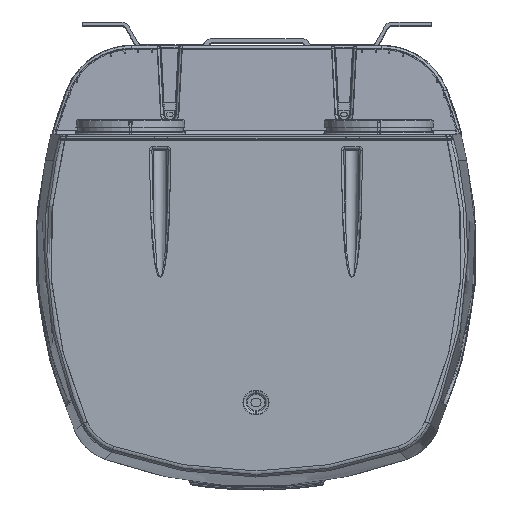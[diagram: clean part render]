
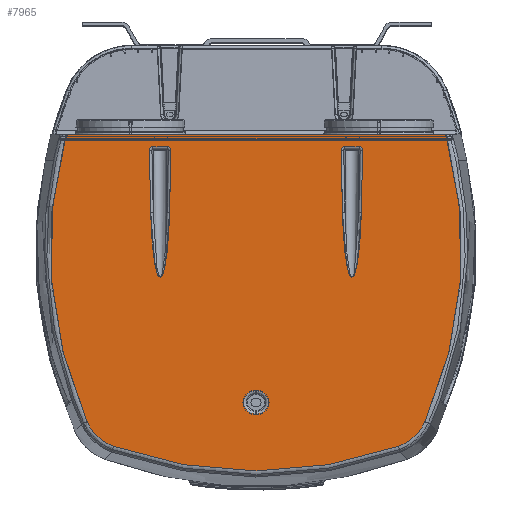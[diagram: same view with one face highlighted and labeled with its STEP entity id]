
A CAD part, top view. The second image highlights one B-rep face of the part: STEP entity #7965.
In plain terms, the highlighted planar face has unit normal (0, 0, 1).
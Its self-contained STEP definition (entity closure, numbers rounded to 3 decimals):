
#158=ELLIPSE('',#62898,90.261,11.);
#159=ELLIPSE('',#62899,4.062,4.);
#160=ELLIPSE('',#62900,4.062,4.);
#161=ELLIPSE('',#62904,4.062,4.);
#162=ELLIPSE('',#62905,4.062,4.);
#163=ELLIPSE('',#62906,90.261,11.);
#7965=ADVANCED_FACE('',(#14366,#14367,#14368,#14369),#10925,.T.);
#10925=PLANE('',#62907);
#12591=CIRCLE('',#62896,13.);
#12592=CIRCLE('',#62897,13.);
#12593=CIRCLE('',#62901,486.007);
#12594=CIRCLE('',#62902,486.007);
#12595=CIRCLE('',#62903,486.007);
#14366=FACE_BOUND('',#15666,.T.);
#14367=FACE_BOUND('',#15667,.T.);
#14368=FACE_BOUND('',#15668,.T.);
#14369=FACE_BOUND('',#15669,.T.);
#15666=EDGE_LOOP('',(#28802,#28803,#28804,#28805));
#15667=EDGE_LOOP('',(#28806,#28807,#28808,#28809,#28810,#28811));
#15668=EDGE_LOOP('',(#28812,#28813,#28814,#28815,#28816,#28817));
#15669=EDGE_LOOP('',(#28818,#28819,#28820,#28821,#28822,#28823));
#19119=LINE('',#108036,#21702);
#19313=LINE('',#114459,#21896);
#19314=LINE('',#114463,#21897);
#19315=LINE('',#114464,#21898);
#19316=LINE('',#114469,#21899);
#19317=LINE('',#114473,#21900);
#19318=LINE('',#114503,#21901);
#19319=LINE('',#114508,#21902);
#19320=LINE('',#114512,#21903);
#21702=VECTOR('',#70050,1.);
#21896=VECTOR('',#70952,1.);
#21897=VECTOR('',#70955,1.);
#21898=VECTOR('',#70956,1.);
#21899=VECTOR('',#70959,1.);
#21900=VECTOR('',#70962,1.);
#21901=VECTOR('',#70971,1.);
#21902=VECTOR('',#70974,1.);
#21903=VECTOR('',#70977,1.);
#28802=ORIENTED_EDGE('',*,*,#51189,.T.);
#28803=ORIENTED_EDGE('',*,*,#51190,.T.);
#28804=ORIENTED_EDGE('',*,*,#51191,.T.);
#28805=ORIENTED_EDGE('',*,*,#51192,.T.);
#28806=ORIENTED_EDGE('',*,*,#51193,.T.);
#28807=ORIENTED_EDGE('',*,*,#51194,.T.);
#28808=ORIENTED_EDGE('',*,*,#51195,.T.);
#28809=ORIENTED_EDGE('',*,*,#51196,.T.);
#28810=ORIENTED_EDGE('',*,*,#51197,.T.);
#28811=ORIENTED_EDGE('',*,*,#51198,.T.);
#28812=ORIENTED_EDGE('',*,*,#50142,.T.);
#28813=ORIENTED_EDGE('',*,*,#51199,.T.);
#28814=ORIENTED_EDGE('',*,*,#51200,.T.);
#28815=ORIENTED_EDGE('',*,*,#51201,.T.);
#28816=ORIENTED_EDGE('',*,*,#51202,.F.);
#28817=ORIENTED_EDGE('',*,*,#51203,.F.);
#28818=ORIENTED_EDGE('',*,*,#51204,.F.);
#28819=ORIENTED_EDGE('',*,*,#51205,.F.);
#28820=ORIENTED_EDGE('',*,*,#51206,.F.);
#28821=ORIENTED_EDGE('',*,*,#51207,.F.);
#28822=ORIENTED_EDGE('',*,*,#51208,.F.);
#28823=ORIENTED_EDGE('',*,*,#51209,.F.);
#43623=VERTEX_POINT('',#108035);
#43624=VERTEX_POINT('',#108037);
#44505=VERTEX_POINT('',#114457);
#44506=VERTEX_POINT('',#114458);
#44507=VERTEX_POINT('',#114460);
#44508=VERTEX_POINT('',#114462);
#44509=VERTEX_POINT('',#114465);
#44510=VERTEX_POINT('',#114466);
#44511=VERTEX_POINT('',#114468);
#44512=VERTEX_POINT('',#114470);
#44513=VERTEX_POINT('',#114472);
#44514=VERTEX_POINT('',#114474);
#44515=VERTEX_POINT('',#114477);
#44516=VERTEX_POINT('',#114488);
#44517=VERTEX_POINT('',#114490);
#44518=VERTEX_POINT('',#114501);
#44519=VERTEX_POINT('',#114504);
#44520=VERTEX_POINT('',#114505);
#44521=VERTEX_POINT('',#114507);
#44522=VERTEX_POINT('',#114509);
#44523=VERTEX_POINT('',#114511);
#44524=VERTEX_POINT('',#114513);
#50142=EDGE_CURVE('',#43624,#43623,#19119,.T.);
#51189=EDGE_CURVE('',#44505,#44506,#12591,.T.);
#51190=EDGE_CURVE('',#44506,#44507,#19313,.T.);
#51191=EDGE_CURVE('',#44507,#44508,#12592,.T.);
#51192=EDGE_CURVE('',#44508,#44505,#19314,.T.);
#51193=EDGE_CURVE('',#44509,#44510,#19315,.T.);
#51194=EDGE_CURVE('',#44510,#44511,#158,.T.);
#51195=EDGE_CURVE('',#44511,#44512,#19316,.T.);
#51196=EDGE_CURVE('',#44512,#44513,#159,.T.);
#51197=EDGE_CURVE('',#44513,#44514,#19317,.T.);
#51198=EDGE_CURVE('',#44514,#44509,#160,.T.);
#51199=EDGE_CURVE('',#43623,#44515,#12593,.T.);
#51200=EDGE_CURVE('',#44515,#44516,#58629,.T.);
#51201=EDGE_CURVE('',#44516,#44517,#12594,.T.);
#51202=EDGE_CURVE('',#44518,#44517,#58630,.T.);
#51203=EDGE_CURVE('',#43624,#44518,#12595,.T.);
#51204=EDGE_CURVE('',#44519,#44520,#19318,.T.);
#51205=EDGE_CURVE('',#44521,#44519,#161,.T.);
#51206=EDGE_CURVE('',#44522,#44521,#19319,.T.);
#51207=EDGE_CURVE('',#44523,#44522,#162,.T.);
#51208=EDGE_CURVE('',#44524,#44523,#19320,.T.);
#51209=EDGE_CURVE('',#44520,#44524,#163,.T.);
#58629=B_SPLINE_CURVE_WITH_KNOTS('',3,(#114478,#114479,#114480,#114481,
#114482,#114483,#114484,#114485,#114486,#114487),.UNSPECIFIED.,.F.,.F.,
(4,2,2,2,4),(0.,0.25,0.5,0.75,1.),.UNSPECIFIED.);
#58630=B_SPLINE_CURVE_WITH_KNOTS('',3,(#114491,#114492,#114493,#114494,
#114495,#114496,#114497,#114498,#114499,#114500),.UNSPECIFIED.,.F.,.F.,
(4,2,2,2,4),(0.,0.25,0.5,0.75,1.),.UNSPECIFIED.);
#62896=AXIS2_PLACEMENT_3D('',#114456,#70950,#70951);
#62897=AXIS2_PLACEMENT_3D('',#114461,#70953,#70954);
#62898=AXIS2_PLACEMENT_3D('',#114467,#70957,#70958);
#62899=AXIS2_PLACEMENT_3D('',#114471,#70960,#70961);
#62900=AXIS2_PLACEMENT_3D('',#114475,#70963,#70964);
#62901=AXIS2_PLACEMENT_3D('',#114476,#70965,#70966);
#62902=AXIS2_PLACEMENT_3D('',#114489,#70967,#70968);
#62903=AXIS2_PLACEMENT_3D('',#114502,#70969,#70970);
#62904=AXIS2_PLACEMENT_3D('',#114506,#70972,#70973);
#62905=AXIS2_PLACEMENT_3D('',#114510,#70975,#70976);
#62906=AXIS2_PLACEMENT_3D('',#114514,#70978,#70979);
#62907=AXIS2_PLACEMENT_3D('',#114515,#70980,#70981);
#70050=DIRECTION('',(-1.,0.,0.));
#70950=DIRECTION('',(0.,0.,-1.));
#70951=DIRECTION('',(-1.,0.,0.));
#70952=DIRECTION('',(1.,0.,0.));
#70953=DIRECTION('',(0.,0.,-1.));
#70954=DIRECTION('',(-1.,0.,0.));
#70955=DIRECTION('',(-1.,0.,0.));
#70956=DIRECTION('',(-0.021,-1.,0.));
#70957=DIRECTION('',(0.,0.,-1.));
#70958=DIRECTION('',(0.,-1.,0.));
#70959=DIRECTION('',(-0.021,1.,0.));
#70960=DIRECTION('',(0.,0.,-1.));
#70961=DIRECTION('',(-0.995,0.099,0.));
#70962=DIRECTION('',(1.,0.,0.));
#70963=DIRECTION('',(0.,0.,-1.));
#70964=DIRECTION('',(-0.995,-0.099,0.));
#70965=DIRECTION('',(0.,0.,1.));
#70966=DIRECTION('',(-1.,0.,0.));
#70967=DIRECTION('',(0.,0.,1.));
#70968=DIRECTION('',(-1.,0.,0.));
#70969=DIRECTION('',(0.,0.,-1.));
#70970=DIRECTION('',(1.,0.,0.));
#70971=DIRECTION('',(0.021,-1.,0.));
#70972=DIRECTION('',(0.,0.,1.));
#70973=DIRECTION('',(0.995,-0.099,0.));
#70974=DIRECTION('',(-1.,0.,0.));
#70975=DIRECTION('',(0.,0.,1.));
#70976=DIRECTION('',(0.995,0.099,0.));
#70977=DIRECTION('',(0.021,1.,0.));
#70978=DIRECTION('',(0.,0.,1.));
#70979=DIRECTION('',(0.,-1.,0.));
#70980=DIRECTION('',(0.,0.,1.));
#70981=DIRECTION('',(1.,0.,0.));
#108035=CARTESIAN_POINT('',(-218.728,146.656,1268.4));
#108036=CARTESIAN_POINT('',(-3.99,146.656,1268.4));
#108037=CARTESIAN_POINT('',(216.749,146.656,1268.4));
#114456=CARTESIAN_POINT('',(-1.99,-161.344,1268.4));
#114457=CARTESIAN_POINT('',(-1.99,-174.344,1268.4));
#114458=CARTESIAN_POINT('',(-1.99,-148.344,1268.4));
#114459=CARTESIAN_POINT('',(0.01,-148.344,1268.4));
#114460=CARTESIAN_POINT('',(0.01,-148.344,1268.4));
#114461=CARTESIAN_POINT('',(0.01,-161.344,1268.4));
#114462=CARTESIAN_POINT('',(0.01,-174.344,1268.4));
#114463=CARTESIAN_POINT('',(-1.99,-174.344,1268.4));
#114464=CARTESIAN_POINT('',(-100.904,22.175,1268.4));
#114465=CARTESIAN_POINT('',(-98.63,128.031,1268.4));
#114466=CARTESIAN_POINT('',(-100.157,56.949,1268.4));
#114467=CARTESIAN_POINT('',(-110.99,72.623,1268.4));
#114468=CARTESIAN_POINT('',(-121.823,56.949,1268.4));
#114469=CARTESIAN_POINT('',(-120.743,6.71,1268.4));
#114470=CARTESIAN_POINT('',(-123.35,128.031,1268.4));
#114471=CARTESIAN_POINT('',(-119.29,128.104,1268.4));
#114472=CARTESIAN_POINT('',(-119.302,132.104,1268.4));
#114473=CARTESIAN_POINT('',(249.01,132.104,1268.4));
#114474=CARTESIAN_POINT('',(-102.677,132.104,1268.4));
#114475=CARTESIAN_POINT('',(-102.69,128.104,1268.4));
#114476=CARTESIAN_POINT('',(249.01,14.656,1268.4));
#114477=CARTESIAN_POINT('',(-194.866,-183.275,1268.4));
#114478=CARTESIAN_POINT('',(-194.866,-183.275,1268.4));
#114479=CARTESIAN_POINT('',(-193.4,-186.563,1268.4));
#114480=CARTESIAN_POINT('',(-191.628,-189.647,1268.4));
#114481=CARTESIAN_POINT('',(-187.495,-195.422,1268.4));
#114482=CARTESIAN_POINT('',(-185.102,-198.14,1268.4));
#114483=CARTESIAN_POINT('',(-179.868,-202.988,1268.4));
#114484=CARTESIAN_POINT('',(-177.035,-205.126,1268.4));
#114485=CARTESIAN_POINT('',(-170.939,-208.83,1268.4));
#114486=CARTESIAN_POINT('',(-167.67,-210.39,1268.4));
#114487=CARTESIAN_POINT('',(-164.279,-211.599,1268.4));
#114488=CARTESIAN_POINT('',(-164.279,-211.599,1268.4));
#114489=CARTESIAN_POINT('',(-0.99,246.156,1268.4));
#114490=CARTESIAN_POINT('',(162.299,-211.599,1268.4));
#114491=CARTESIAN_POINT('',(192.887,-183.275,1268.4));
#114492=CARTESIAN_POINT('',(191.421,-186.563,1268.4));
#114493=CARTESIAN_POINT('',(189.648,-189.647,1268.4));
#114494=CARTESIAN_POINT('',(185.515,-195.422,1268.4));
#114495=CARTESIAN_POINT('',(183.122,-198.14,1268.4));
#114496=CARTESIAN_POINT('',(177.888,-202.988,1268.4));
#114497=CARTESIAN_POINT('',(175.055,-205.126,1268.4));
#114498=CARTESIAN_POINT('',(168.959,-208.83,1268.4));
#114499=CARTESIAN_POINT('',(165.69,-210.39,1268.4));
#114500=CARTESIAN_POINT('',(162.299,-211.599,1268.4));
#114501=CARTESIAN_POINT('',(192.887,-183.275,1268.4));
#114502=CARTESIAN_POINT('',(-250.99,14.656,1268.4));
#114503=CARTESIAN_POINT('',(98.924,22.175,1268.4));
#114504=CARTESIAN_POINT('',(96.65,128.031,1268.4));
#114505=CARTESIAN_POINT('',(98.177,56.949,1268.4));
#114506=CARTESIAN_POINT('',(100.71,128.104,1268.4));
#114507=CARTESIAN_POINT('',(100.698,132.104,1268.4));
#114508=CARTESIAN_POINT('',(-250.99,132.104,1268.4));
#114509=CARTESIAN_POINT('',(117.323,132.104,1268.4));
#114510=CARTESIAN_POINT('',(117.31,128.104,1268.4));
#114511=CARTESIAN_POINT('',(121.37,128.031,1268.4));
#114512=CARTESIAN_POINT('',(118.763,6.71,1268.4));
#114513=CARTESIAN_POINT('',(119.843,56.949,1268.4));
#114514=CARTESIAN_POINT('',(109.01,72.623,1268.4));
#114515=CARTESIAN_POINT('',(249.01,14.656,1268.4));
